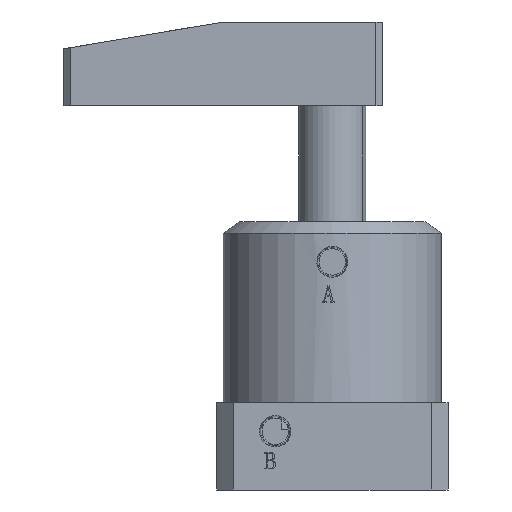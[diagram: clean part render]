
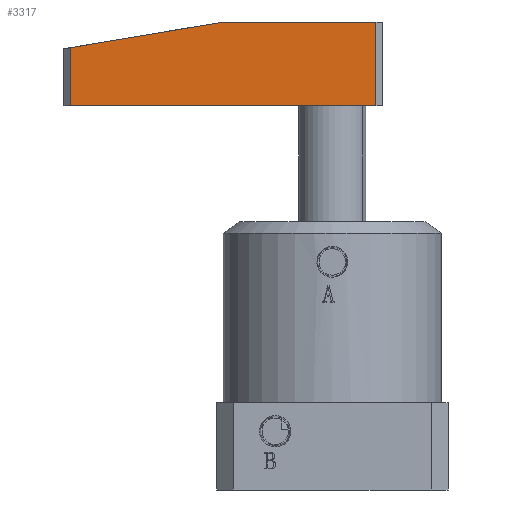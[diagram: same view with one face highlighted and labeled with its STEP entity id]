
A CAD part, front view. The second image highlights one B-rep face of the part: STEP entity #3317.
In plain terms, the highlighted face is planar.
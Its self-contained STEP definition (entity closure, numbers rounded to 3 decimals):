
#191 = VERTEX_POINT ( 'NONE', #3530 ) ;
#227 = VERTEX_POINT ( 'NONE', #3524 ) ;
#229 = VERTEX_POINT ( 'NONE', #3525 ) ;
#327 = VERTEX_POINT ( 'NONE', #1650 ) ;
#575 = LINE ( 'NONE', #3893, #578 ) ;
#578 = VECTOR ( 'NONE', #3895, 1000. ) ;
#583 = LINE ( 'NONE', #3904, #595 ) ;
#595 = VECTOR ( 'NONE', #3913, 1000. ) ;
#602 = LINE ( 'NONE', #3925, #605 ) ;
#604 = LINE ( 'NONE', #3927, #607 ) ;
#605 = VECTOR ( 'NONE', #3926, 1000. ) ;
#606 = LINE ( 'NONE', #3929, #609 ) ;
#607 = VECTOR ( 'NONE', #3928, 1000. ) ;
#609 = VECTOR ( 'NONE', #3930, 1000. ) ;
#1134 = VERTEX_POINT ( 'NONE', #1731 ) ;
#1650 = CARTESIAN_POINT ( 'NONE',  ( 2., 17.337, 25. ) ) ;
#1731 = CARTESIAN_POINT ( 'NONE',  ( 2., 0., 25. ) ) ;
#2915 = FACE_OUTER_BOUND ( 'NONE', #5505, .T. ) ;
#3317 = ADVANCED_FACE ( 'NONE', ( #2915 ), #4863, .F. ) ;
#3524 = CARTESIAN_POINT ( 'NONE',  ( 93., 0., 25. ) ) ;
#3525 = CARTESIAN_POINT ( 'NONE',  ( 93., 25., 25. ) ) ;
#3530 = CARTESIAN_POINT ( 'NONE',  ( 47.5, 25., 25. ) ) ;
#3893 = CARTESIAN_POINT ( 'NONE',  ( 0., 0., 25. ) ) ;
#3895 = DIRECTION ( 'NONE',  ( 1., 0., 0. ) ) ;
#3904 = CARTESIAN_POINT ( 'NONE',  ( 47.5, 25., 25. ) ) ;
#3913 = DIRECTION ( 'NONE',  ( -1., 0., 0. ) ) ;
#3925 = CARTESIAN_POINT ( 'NONE',  ( 0., 17., 25. ) ) ;
#3926 = DIRECTION ( 'NONE',  ( -0.986, -0.166, 0. ) ) ;
#3927 = CARTESIAN_POINT ( 'NONE',  ( 2., 0., 25. ) ) ;
#3928 = DIRECTION ( 'NONE',  ( 0., -1., 0. ) ) ;
#3929 = CARTESIAN_POINT ( 'NONE',  ( 93., 0., 25. ) ) ;
#3930 = DIRECTION ( 'NONE',  ( 0., 1., 0. ) ) ;
#4860 = CARTESIAN_POINT ( 'NONE',  ( 0., 0., 25. ) ) ;
#4863 = PLANE ( 'NONE',  #5965 ) ;
#4865 = DIRECTION ( 'NONE',  ( 0., 0., -1. ) ) ;
#4866 = DIRECTION ( 'NONE',  ( -1., 0., 0. ) ) ;
#4931 = ORIENTED_EDGE ( 'NONE', *, *, #5754, .T. ) ;
#4932 = ORIENTED_EDGE ( 'NONE', *, *, #5762, .T. ) ;
#4933 = ORIENTED_EDGE ( 'NONE', *, *, #5745, .T. ) ;
#4934 = ORIENTED_EDGE ( 'NONE', *, *, #5761, .T. ) ;
#4935 = ORIENTED_EDGE ( 'NONE', *, *, #5760, .T. ) ;
#5505 = EDGE_LOOP ( 'NONE', ( #4935, #4934, #4933, #4932, #4931 ) ) ;
#5745 = EDGE_CURVE ( 'NONE', #1134, #227, #575, .T. ) ;
#5754 = EDGE_CURVE ( 'NONE', #229, #191, #583, .T. ) ;
#5760 = EDGE_CURVE ( 'NONE', #191, #327, #602, .T. ) ;
#5761 = EDGE_CURVE ( 'NONE', #327, #1134, #604, .T. ) ;
#5762 = EDGE_CURVE ( 'NONE', #227, #229, #606, .T. ) ;
#5965 = AXIS2_PLACEMENT_3D ( 'NONE', #4860, #4865, #4866 ) ;
